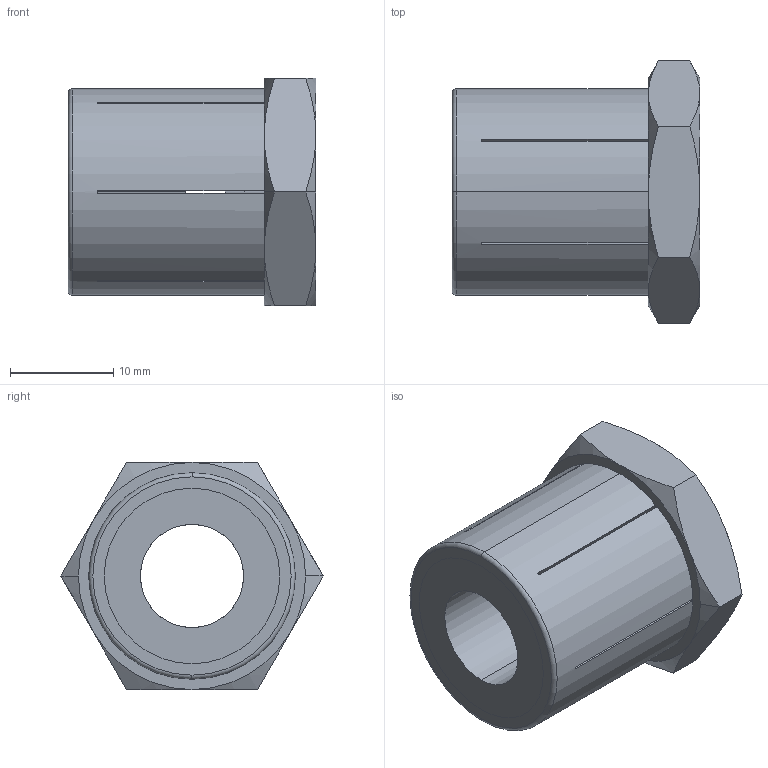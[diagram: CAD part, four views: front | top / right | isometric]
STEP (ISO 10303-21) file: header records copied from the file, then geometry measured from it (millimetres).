
FILE_DESCRIPTION(('STEP AP214'),'1');
FILE_NAME('HALDERN_EH_25050_0210.stp','2020-02-28T09:42:21',('TraceParts'),('TraceParts S.A.'),'Spatial InterOp 3D',' ',' ');
FILE_SCHEMA(('AUTOMOTIVE_DESIGN { 1 0 10303 214 1 1 1 1 }'));
Length unit declared in the file: millimetre
Products named in the file (1): HALDERN_EH_25050_0210_1
Bounding box: 24 x 25.4 x 22 mm (x, y, z)
Volume: 6079.3 mm3; surface area: 6720 mm2
Topology: 3 solids, 3 shells, 124 faces, 330 edges, 212 vertices
Faces by surface type: plane 64, cylinder 38, cone 20, torus 2
Entity records: 4918 total; most frequent: CARTESIAN_POINT 789, DIRECTION 684, ORIENTED_EDGE 660, EDGE_CURVE 330, AXIS2_PLACEMENT_3D 263, VERTEX_POINT 212, LINE 158, VECTOR 158
